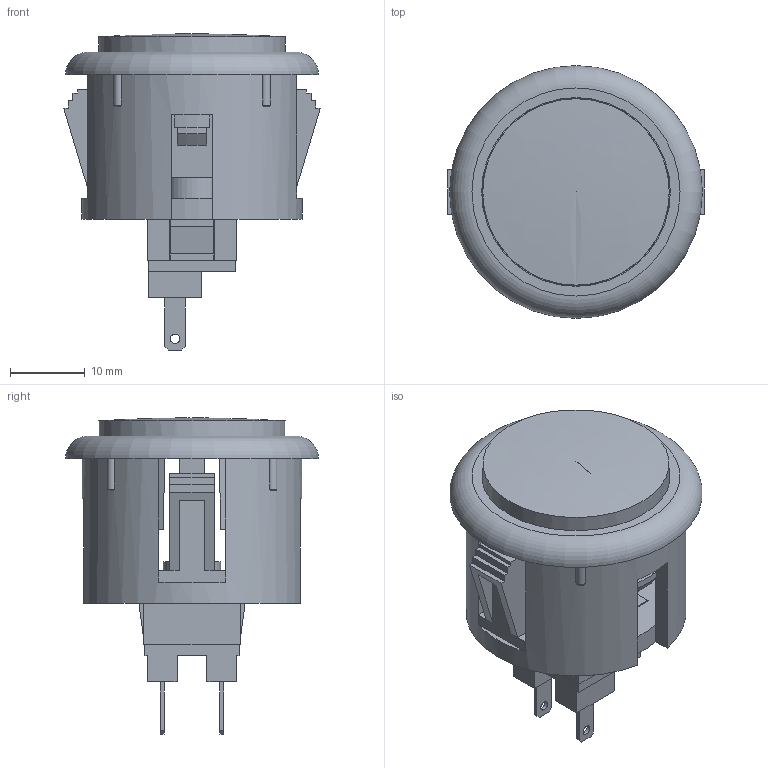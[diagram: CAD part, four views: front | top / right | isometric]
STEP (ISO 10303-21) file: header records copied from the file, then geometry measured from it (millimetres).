
FILE_DESCRIPTION(/* description */ (''),/* implementation_level */ '2;1');
FILE_NAME(/* name */ '471 Arcade Button 30mm.step',/* time_stamp */ '2020-06-23T09:01:46-04:00',/* author */ (''),/* organization */ (''),/* preprocessor_version */ 'ST-DEVELOPER v18.1',/* originating_system */ 'Autodesk Translation Framework v9.3.0.1241',/* authorisation */ '');
FILE_SCHEMA (('AUTOMOTIVE_DESIGN { 1 0 10303 214 3 1 1 }'));
Length unit declared in the file: millimetre
Products named in the file (5): Arcade Button; Button; ButtonStem; Outer Button; Switch
Assembly tree (4 placements, depth 2):
  Arcade Button
    Button
    ButtonStem
    Outer Button
    Switch
Bounding box: 34.4 x 33.9 x 42.4 mm (x, y, z)
Volume: 10311.5 mm3; surface area: 11087 mm2
Topology: 7 solids, 7 shells, 245 faces, 682 edges, 448 vertices
Faces by surface type: plane 216, cylinder 21, torus 5, cone 2, bspline 1
Full cylindrical faces by diameter (mm): 1.25 x2, 7.7 x1, 18.7 x1, 21 x1, 21.3 x1, 25 x1, 25.3 x1, 29.5 x1
Entity records: 8179 total; most frequent: CARTESIAN_POINT 1578, ORIENTED_EDGE 1362, DIRECTION 1334, EDGE_CURVE 681, LINE 510, VECTOR 510, VERTEX_POINT 448, AXIS2_PLACEMENT_3D 412
